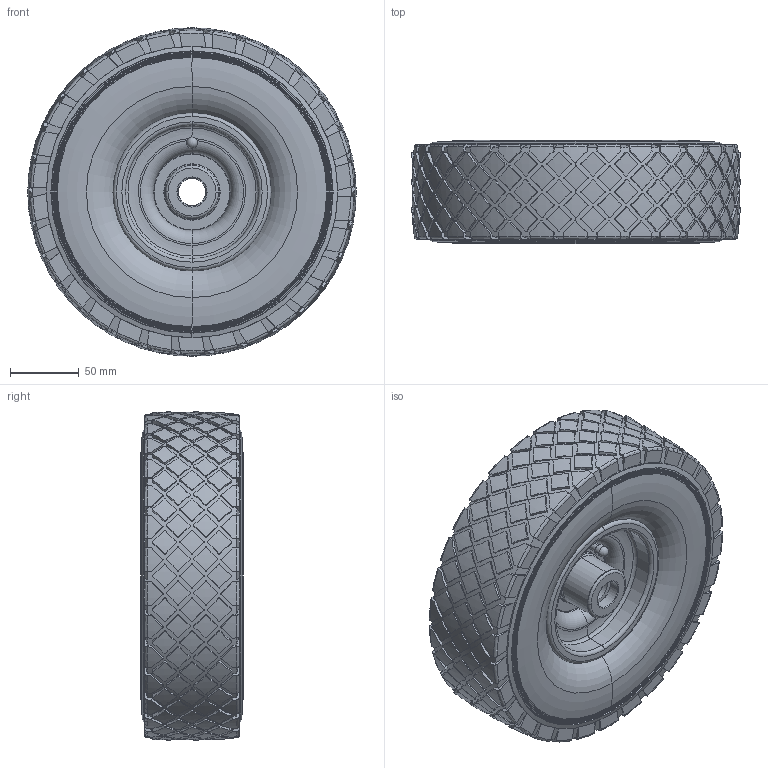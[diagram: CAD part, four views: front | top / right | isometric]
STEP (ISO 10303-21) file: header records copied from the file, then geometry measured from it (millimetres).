
FILE_DESCRIPTION(('STEP AP214'),'1');
FILE_NAME('BZWPMR26020654DE.STEP','2022-12-06T10:21:18',(' '),(' '),'Spatial InterOp 3D',' ',' ');
FILE_SCHEMA(('AUTOMOTIVE_DESIGN { 1 0 10303 214 1 1 1 1 }'));
Length unit declared in the file: metre
Products named in the file (13): TYRETUBE2604DECON; TYRE; INNERTUBE; BZWPMR26020654DE; RIM300X4STRED35X61; STEEL RIM; RBM20X35X452; CAGE; RIBS; RBM20X35X45; RETAINER20X35X2; POLYPROPYLENE RETAINER
Assembly tree (13 placements, depth 4):
  BZWPMR26020654DE
    TYRETUBE2604DECON
      TYRE
      INNERTUBE
    RIM300X4STRED35X61
      STEEL RIM
    RBM20X35X45
      RBM20X35X452
        CAGE
        RIBS
    RETAINER20X35X2
      POLYPROPYLENE RETAINER
    RETAINER20X35X2
      POLYPROPYLENE RETAINER
Bounding box: 239.63 x 75 x 239.63 mm (x, y, z)
Volume: 742301.9 mm3; surface area: 589863.2 mm2
Topology: 15 solids, 16 shells, 2414 faces, 6410 edges, 4165 vertices
Faces by surface type: cylinder 1287, torus 408, plane 333, bspline 240, cone 144, sphere 2
Entity records: 106561 total; most frequent: CARTESIAN_POINT 53353, ORIENTED_EDGE 12760, DIRECTION 8316, EDGE_CURVE 6380, VERTEX_POINT 4149, B_SPLINE_CURVE_WITH_KNOTS 3267, AXIS2_PLACEMENT_3D 3142, EDGE_LOOP 2571
